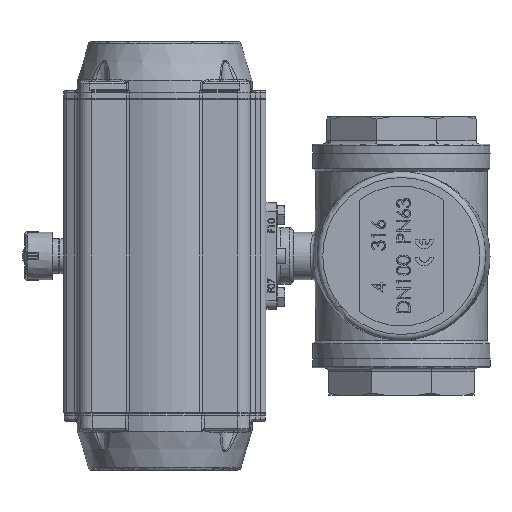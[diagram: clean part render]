
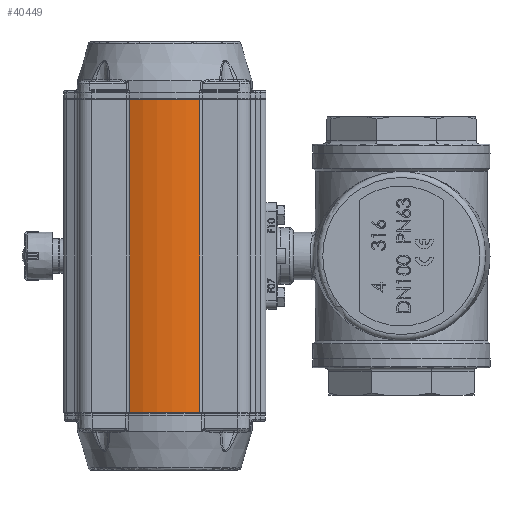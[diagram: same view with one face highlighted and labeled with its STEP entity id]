
A CAD part, left-side view. The second image highlights one B-rep face of the part: STEP entity #40449.
In plain terms, the highlighted cylindrical face has radius 77 mm (diameter 154 mm), a partial arc.
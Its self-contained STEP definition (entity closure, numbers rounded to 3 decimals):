
#3327=CYLINDRICAL_SURFACE('',#43506,77.);
#4573=LINE('',#68841,#7085);
#4574=LINE('',#68851,#7086);
#7085=VECTOR('',#48625,1000.);
#7086=VECTOR('',#48636,1000.);
#11341=ORIENTED_EDGE('',*,*,#22367,.F.);
#11342=ORIENTED_EDGE('',*,*,#22364,.T.);
#11343=ORIENTED_EDGE('',*,*,#22368,.T.);
#11344=ORIENTED_EDGE('',*,*,#22369,.T.);
#22364=EDGE_CURVE('',#28092,#28093,#4573,.T.);
#22367=EDGE_CURVE('',#28092,#28094,#31442,.T.);
#22368=EDGE_CURVE('',#28093,#28095,#31443,.T.);
#22369=EDGE_CURVE('',#28095,#28094,#4574,.T.);
#28092=VERTEX_POINT('',#68842);
#28093=VERTEX_POINT('',#68843);
#28094=VERTEX_POINT('',#68848);
#28095=VERTEX_POINT('',#68850);
#31442=CIRCLE('',#43507,77.);
#31443=CIRCLE('',#43508,77.);
#33520=EDGE_LOOP('',(#11341,#11342,#11343,#11344));
#36594=FACE_BOUND('',#33520,.T.);
#40449=ADVANCED_FACE('',(#36594),#3327,.T.);
#43506=AXIS2_PLACEMENT_3D('',#68846,#48630,#48631);
#43507=AXIS2_PLACEMENT_3D('',#68847,#48632,#48633);
#43508=AXIS2_PLACEMENT_3D('',#68849,#48634,#48635);
#48625=DIRECTION('',(0.,0.,-1.));
#48630=DIRECTION('',(0.,0.,1.));
#48631=DIRECTION('',(1.,0.,0.));
#48632=DIRECTION('',(0.,0.,1.));
#48633=DIRECTION('',(1.,0.,0.));
#48634=DIRECTION('',(0.,0.,1.));
#48635=DIRECTION('',(1.,0.,0.));
#48636=DIRECTION('',(0.,0.,1.));
#68841=CARTESIAN_POINT('',(-70.506,30.95,0.));
#68842=CARTESIAN_POINT('',(-70.506,30.95,275.));
#68843=CARTESIAN_POINT('',(-70.506,30.95,0.));
#68846=CARTESIAN_POINT('',(0.,0.,0.));
#68847=CARTESIAN_POINT('',(0.,0.,275.));
#68848=CARTESIAN_POINT('',(-70.506,-30.95,275.));
#68849=CARTESIAN_POINT('',(0.,0.,0.));
#68850=CARTESIAN_POINT('',(-70.506,-30.95,0.));
#68851=CARTESIAN_POINT('',(-70.506,-30.95,0.));
